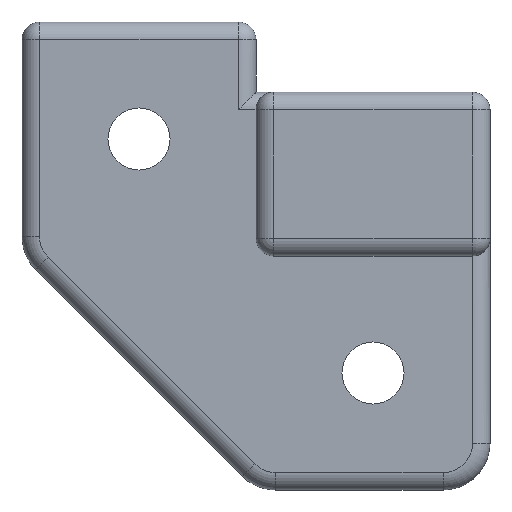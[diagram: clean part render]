
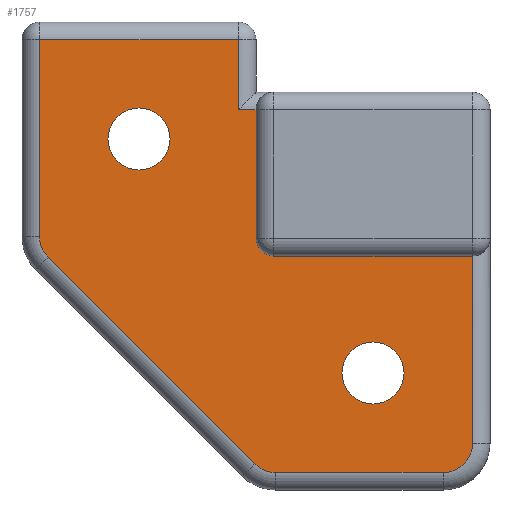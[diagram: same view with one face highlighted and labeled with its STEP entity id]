
A CAD part, front view. The second image highlights one B-rep face of the part: STEP entity #1757.
In plain terms, the highlighted planar face has unit normal (0, -1, 0).
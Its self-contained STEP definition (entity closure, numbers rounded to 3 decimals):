
#38 = CARTESIAN_POINT ( 'NONE',  ( 18.5, 20., -16. ) ) ;
#57 = LINE ( 'NONE', #1315, #143 ) ;
#62 = ORIENTED_EDGE ( 'NONE', *, *, #1206, .T. ) ;
#106 = CARTESIAN_POINT ( 'NONE',  ( 0., 20., 14. ) ) ;
#121 = LINE ( 'NONE', #1687, #989 ) ;
#127 = CIRCLE ( 'NONE', #1195, 2.65 ) ;
#133 = EDGE_CURVE ( 'NONE', #1847, #1351, #1959, .T. ) ;
#136 = DIRECTION ( 'NONE',  ( 0., 0., 1. ) ) ;
#138 = CARTESIAN_POINT ( 'NONE',  ( -1.5, 20., 12.5 ) ) ;
#140 = ORIENTED_EDGE ( 'NONE', *, *, #133, .T. ) ;
#143 = VECTOR ( 'NONE', #977, 1000. ) ;
#146 = FACE_BOUND ( 'NONE', #384, .T. ) ;
#147 = EDGE_CURVE ( 'NONE', #762, #1313, #727, .T. ) ;
#164 = LINE ( 'NONE', #817, #812 ) ;
#182 = CARTESIAN_POINT ( 'NONE',  ( -0.111, 20., -17.768 ) ) ;
#184 = DIRECTION ( 'NONE',  ( 0., -1., 0. ) ) ;
#197 = DIRECTION ( 'NONE',  ( 0.707, 0., -0.707 ) ) ;
#202 = ORIENTED_EDGE ( 'NONE', *, *, #147, .T. ) ;
#207 = CARTESIAN_POINT ( 'NONE',  ( -18.5, 20., 1.657 ) ) ;
#216 = VERTEX_POINT ( 'NONE', #2020 ) ;
#228 = EDGE_CURVE ( 'NONE', #591, #1847, #268, .T. ) ;
#256 = DIRECTION ( 'NONE',  ( 0., -1., 0. ) ) ;
#262 = AXIS2_PLACEMENT_3D ( 'NONE', #1416, #625, #763 ) ;
#263 = AXIS2_PLACEMENT_3D ( 'NONE', #1553, #1372, #923 ) ;
#266 = EDGE_CURVE ( 'NONE', #865, #758, #1347, .T. ) ;
#268 = CIRCLE ( 'NONE', #521, 2.5 ) ;
#292 = FACE_OUTER_BOUND ( 'NONE', #1139, .T. ) ;
#293 = AXIS2_PLACEMENT_3D ( 'NONE', #638, #945, #136 ) ;
#294 = ORIENTED_EDGE ( 'NONE', *, *, #979, .T. ) ;
#295 = VECTOR ( 'NONE', #1794, 1000. ) ;
#319 = CARTESIAN_POINT ( 'NONE',  ( -10., 20., 12.65 ) ) ;
#321 = CARTESIAN_POINT ( 'NONE',  ( 16., 20., -16. ) ) ;
#347 = AXIS2_PLACEMENT_3D ( 'NONE', #760, #1394, #1246 ) ;
#359 = VERTEX_POINT ( 'NONE', #420 ) ;
#363 = LINE ( 'NONE', #546, #607 ) ;
#369 = DIRECTION ( 'NONE',  ( 0., 0., 1. ) ) ;
#374 = CIRCLE ( 'NONE', #1568, 2.65 ) ;
#384 = EDGE_LOOP ( 'NONE', ( #1740, #294 ) ) ;
#400 = EDGE_CURVE ( 'NONE', #2019, #762, #1071, .T. ) ;
#404 = CARTESIAN_POINT ( 'NONE',  ( 1.657, 20., -18.5 ) ) ;
#420 = CARTESIAN_POINT ( 'NONE',  ( -10., 20., 7.35 ) ) ;
#484 = DIRECTION ( 'NONE',  ( 0., 1., 0. ) ) ;
#521 = AXIS2_PLACEMENT_3D ( 'NONE', #875, #256, #369 ) ;
#526 = ORIENTED_EDGE ( 'NONE', *, *, #1869, .T. ) ;
#546 = CARTESIAN_POINT ( 'NONE',  ( 0., 20., 0. ) ) ;
#565 = DIRECTION ( 'NONE',  ( 0., 1., 0. ) ) ;
#579 = VERTEX_POINT ( 'NONE', #796 ) ;
#590 = ORIENTED_EDGE ( 'NONE', *, *, #789, .T. ) ;
#591 = VERTEX_POINT ( 'NONE', #207 ) ;
#601 = CARTESIAN_POINT ( 'NONE',  ( 0., 20., 1.5 ) ) ;
#607 = VECTOR ( 'NONE', #1495, 1000. ) ;
#625 = DIRECTION ( 'NONE',  ( 0., 1., 0. ) ) ;
#638 = CARTESIAN_POINT ( 'NONE',  ( 0., 20., 0. ) ) ;
#644 = CARTESIAN_POINT ( 'NONE',  ( 18.5, 20., 0. ) ) ;
#646 = CARTESIAN_POINT ( 'NONE',  ( -17.768, 20., -0.111 ) ) ;
#705 = VECTOR ( 'NONE', #1232, 1000. ) ;
#720 = ORIENTED_EDGE ( 'NONE', *, *, #929, .T. ) ;
#721 = CIRCLE ( 'NONE', #347, 1.5 ) ;
#722 = ORIENTED_EDGE ( 'NONE', *, *, #746, .T. ) ;
#727 = CIRCLE ( 'NONE', #1547, 2.5 ) ;
#730 = CARTESIAN_POINT ( 'NONE',  ( 16., 20., -18.5 ) ) ;
#741 = EDGE_CURVE ( 'NONE', #1392, #216, #374, .T. ) ;
#746 = EDGE_CURVE ( 'NONE', #1351, #2019, #1433, .T. ) ;
#752 = DIRECTION ( 'NONE',  ( -1., 0., 0. ) ) ;
#758 = VERTEX_POINT ( 'NONE', #1576 ) ;
#760 = CARTESIAN_POINT ( 'NONE',  ( 1.5, 20., 1.5 ) ) ;
#762 = VERTEX_POINT ( 'NONE', #730 ) ;
#763 = DIRECTION ( 'NONE',  ( 0., 0., 1. ) ) ;
#765 = EDGE_CURVE ( 'NONE', #579, #865, #121, .T. ) ;
#782 = VERTEX_POINT ( 'NONE', #601 ) ;
#789 = EDGE_CURVE ( 'NONE', #1662, #782, #721, .T. ) ;
#792 = CARTESIAN_POINT ( 'NONE',  ( 18.5, 20., 0. ) ) ;
#796 = CARTESIAN_POINT ( 'NONE',  ( 0., 20., 12.5 ) ) ;
#812 = VECTOR ( 'NONE', #2080, 1000. ) ;
#817 = CARTESIAN_POINT ( 'NONE',  ( -18.5, 20., 0. ) ) ;
#850 = DIRECTION ( 'NONE',  ( 0., 0., 1. ) ) ;
#859 = DIRECTION ( 'NONE',  ( 0., 0., 1. ) ) ;
#865 = VERTEX_POINT ( 'NONE', #138 ) ;
#875 = CARTESIAN_POINT ( 'NONE',  ( -16., 20., 1.657 ) ) ;
#880 = VECTOR ( 'NONE', #1091, 1000. ) ;
#903 = EDGE_LOOP ( 'NONE', ( #1679, #526 ) ) ;
#923 = DIRECTION ( 'NONE',  ( 0., 0., 1. ) ) ;
#929 = EDGE_CURVE ( 'NONE', #1181, #1662, #363, .T. ) ;
#935 = FACE_BOUND ( 'NONE', #903, .T. ) ;
#945 = DIRECTION ( 'NONE',  ( 0., 1., 0. ) ) ;
#977 = DIRECTION ( 'NONE',  ( -1., 0., 0. ) ) ;
#979 = EDGE_CURVE ( 'NONE', #359, #1855, #1511, .T. ) ;
#989 = VECTOR ( 'NONE', #752, 1000. ) ;
#991 = VECTOR ( 'NONE', #850, 1000. ) ;
#999 = DIRECTION ( 'NONE',  ( 0., 0., 1. ) ) ;
#1001 = CARTESIAN_POINT ( 'NONE',  ( -8.939, 20., -8.939 ) ) ;
#1005 = ORIENTED_EDGE ( 'NONE', *, *, #1265, .T. ) ;
#1016 = ORIENTED_EDGE ( 'NONE', *, *, #1537, .F. ) ;
#1034 = ORIENTED_EDGE ( 'NONE', *, *, #400, .T. ) ;
#1040 = CARTESIAN_POINT ( 'NONE',  ( -18.5, 20., 18.5 ) ) ;
#1062 = CIRCLE ( 'NONE', #262, 2.65 ) ;
#1071 = LINE ( 'NONE', #1393, #880 ) ;
#1091 = DIRECTION ( 'NONE',  ( 1., 0., 0. ) ) ;
#1139 = EDGE_LOOP ( 'NONE', ( #1016, #1642, #1725, #1876, #62, #1717, #140, #722, #1034, #202, #1005, #720, #590 ) ) ;
#1181 = VERTEX_POINT ( 'NONE', #792 ) ;
#1195 = AXIS2_PLACEMENT_3D ( 'NONE', #1612, #484, #999 ) ;
#1202 = DIRECTION ( 'NONE',  ( 0., 1., 0. ) ) ;
#1206 = EDGE_CURVE ( 'NONE', #2043, #591, #164, .T. ) ;
#1209 = DIRECTION ( 'NONE',  ( 0., 0., 1. ) ) ;
#1232 = DIRECTION ( 'NONE',  ( 0., 0., -1. ) ) ;
#1246 = DIRECTION ( 'NONE',  ( 0., 0., 1. ) ) ;
#1265 = EDGE_CURVE ( 'NONE', #1313, #1181, #1451, .T. ) ;
#1313 = VERTEX_POINT ( 'NONE', #38 ) ;
#1315 = CARTESIAN_POINT ( 'NONE',  ( -20., 20., 18.5 ) ) ;
#1347 = LINE ( 'NONE', #1540, #991 ) ;
#1351 = VERTEX_POINT ( 'NONE', #182 ) ;
#1372 = DIRECTION ( 'NONE',  ( 0., -1., 0. ) ) ;
#1392 = VERTEX_POINT ( 'NONE', #1944 ) ;
#1393 = CARTESIAN_POINT ( 'NONE',  ( 0., 20., -18.5 ) ) ;
#1394 = DIRECTION ( 'NONE',  ( 0., 1., 0. ) ) ;
#1416 = CARTESIAN_POINT ( 'NONE',  ( -10., 20., 10. ) ) ;
#1433 = CIRCLE ( 'NONE', #263, 2.5 ) ;
#1434 = EDGE_CURVE ( 'NONE', #758, #2043, #57, .T. ) ;
#1451 = LINE ( 'NONE', #644, #295 ) ;
#1495 = DIRECTION ( 'NONE',  ( -1., 0., 0. ) ) ;
#1511 = CIRCLE ( 'NONE', #2028, 2.65 ) ;
#1519 = CARTESIAN_POINT ( 'NONE',  ( -10., 20., 10. ) ) ;
#1537 = EDGE_CURVE ( 'NONE', #579, #782, #1885, .T. ) ;
#1540 = CARTESIAN_POINT ( 'NONE',  ( -1.5, 20., 20. ) ) ;
#1541 = CARTESIAN_POINT ( 'NONE',  ( 10., 20., -10. ) ) ;
#1547 = AXIS2_PLACEMENT_3D ( 'NONE', #321, #184, #1613 ) ;
#1553 = CARTESIAN_POINT ( 'NONE',  ( 1.657, 20., -16. ) ) ;
#1568 = AXIS2_PLACEMENT_3D ( 'NONE', #1541, #565, #1209 ) ;
#1576 = CARTESIAN_POINT ( 'NONE',  ( -1.5, 20., 18.5 ) ) ;
#1583 = CARTESIAN_POINT ( 'NONE',  ( 1.5, 20., 0. ) ) ;
#1612 = CARTESIAN_POINT ( 'NONE',  ( 10., 20., -10. ) ) ;
#1613 = DIRECTION ( 'NONE',  ( 0., 0., 1. ) ) ;
#1635 = VECTOR ( 'NONE', #197, 1000. ) ;
#1642 = ORIENTED_EDGE ( 'NONE', *, *, #765, .T. ) ;
#1662 = VERTEX_POINT ( 'NONE', #1583 ) ;
#1679 = ORIENTED_EDGE ( 'NONE', *, *, #741, .T. ) ;
#1681 = EDGE_CURVE ( 'NONE', #1855, #359, #1062, .T. ) ;
#1687 = CARTESIAN_POINT ( 'NONE',  ( 0., 20., 12.5 ) ) ;
#1717 = ORIENTED_EDGE ( 'NONE', *, *, #228, .T. ) ;
#1725 = ORIENTED_EDGE ( 'NONE', *, *, #266, .T. ) ;
#1740 = ORIENTED_EDGE ( 'NONE', *, *, #1681, .T. ) ;
#1757 = ADVANCED_FACE ( 'NONE', ( #292, #935, #146 ), #1771, .F. ) ;
#1771 = PLANE ( 'NONE',  #293 ) ;
#1794 = DIRECTION ( 'NONE',  ( 0., 0., 1. ) ) ;
#1847 = VERTEX_POINT ( 'NONE', #646 ) ;
#1855 = VERTEX_POINT ( 'NONE', #319 ) ;
#1869 = EDGE_CURVE ( 'NONE', #216, #1392, #127, .T. ) ;
#1876 = ORIENTED_EDGE ( 'NONE', *, *, #1434, .T. ) ;
#1885 = LINE ( 'NONE', #106, #705 ) ;
#1944 = CARTESIAN_POINT ( 'NONE',  ( 10., 20., -7.35 ) ) ;
#1959 = LINE ( 'NONE', #1001, #1635 ) ;
#2019 = VERTEX_POINT ( 'NONE', #404 ) ;
#2020 = CARTESIAN_POINT ( 'NONE',  ( 10., 20., -12.65 ) ) ;
#2028 = AXIS2_PLACEMENT_3D ( 'NONE', #1519, #1202, #859 ) ;
#2043 = VERTEX_POINT ( 'NONE', #1040 ) ;
#2080 = DIRECTION ( 'NONE',  ( 0., 0., -1. ) ) ;
